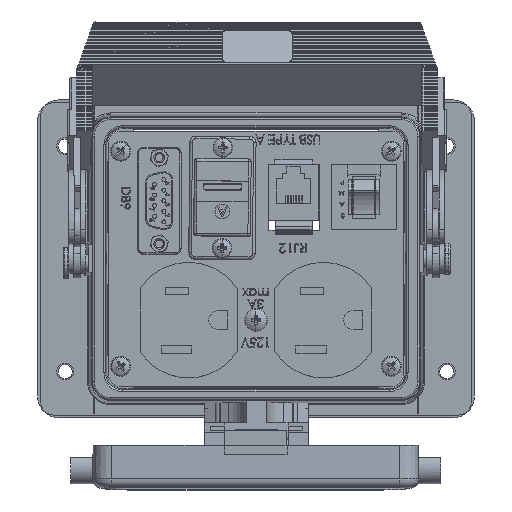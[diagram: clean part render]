
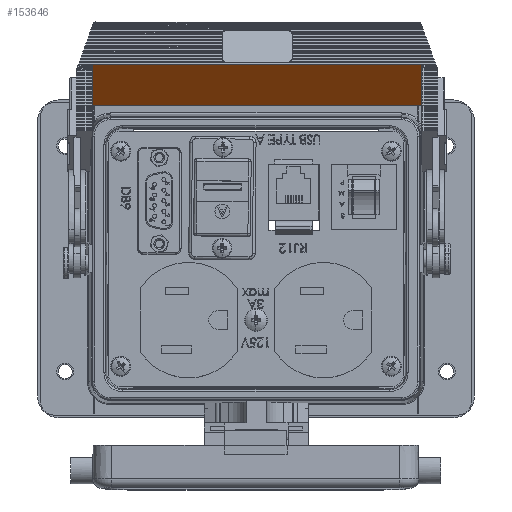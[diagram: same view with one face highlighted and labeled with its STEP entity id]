
A CAD part, top view. The second image highlights one B-rep face of the part: STEP entity #153646.
In plain terms, the highlighted planar face has unit normal (0, -0.695, 0.719).
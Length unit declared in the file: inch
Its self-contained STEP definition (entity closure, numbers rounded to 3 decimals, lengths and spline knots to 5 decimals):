
#92 = VERTEX_POINT ( 'NONE', #132854 ) ;
#1515 = FACE_OUTER_BOUND ( 'NONE', #124102, .T. ) ;
#1808 = CARTESIAN_POINT ( 'NONE',  ( 1.883, 2.19923, 0.80925 ) ) ;
#5957 = DIRECTION ( 'NONE',  ( 0., 0.695, -0.719 ) ) ;
#9966 = VERTEX_POINT ( 'NONE', #162687 ) ;
#16700 = DIRECTION ( 'NONE',  ( 1., 0., 0. ) ) ;
#17247 = DIRECTION ( 'NONE',  ( 0., -0.719, -0.695 ) ) ;
#18652 = VECTOR ( 'NONE', #146557, 39.37008 ) ;
#20091 = CARTESIAN_POINT ( 'NONE',  ( 1.883, 2.34628, 0.95126 ) ) ;
#26550 = ORIENTED_EDGE ( 'NONE', *, *, #77500, .T. ) ;
#30060 = CARTESIAN_POINT ( 'NONE',  ( 1.883, 2.34628, 0.95126 ) ) ;
#36414 = ORIENTED_EDGE ( 'NONE', *, *, #102282, .T. ) ;
#36968 = DIRECTION ( 'NONE',  ( -1., 0., 0. ) ) ;
#42627 = DIRECTION ( 'NONE',  ( 0., 0.719, 0.695 ) ) ;
#77500 = EDGE_CURVE ( 'NONE', #9966, #92, #136038, .T. ) ;
#82757 = EDGE_CURVE ( 'NONE', #89745, #148827, #130463, .T. ) ;
#89745 = VERTEX_POINT ( 'NONE', #1808 ) ;
#92490 = PLANE ( 'NONE',  #152461 ) ;
#95970 = EDGE_CURVE ( 'NONE', #92, #148827, #117572, .T. ) ;
#98784 = CARTESIAN_POINT ( 'NONE',  ( 1.883, 1.73484, 0.3608 ) ) ;
#102282 = EDGE_CURVE ( 'NONE', #89745, #9966, #109902, .T. ) ;
#105797 = VECTOR ( 'NONE', #16700, 39.37008 ) ;
#109902 = LINE ( 'NONE', #148721, #135363 ) ;
#110885 = ORIENTED_EDGE ( 'NONE', *, *, #95970, .T. ) ;
#117572 = LINE ( 'NONE', #152052, #105797 ) ;
#124102 = EDGE_LOOP ( 'NONE', ( #148915, #36414, #26550, #110885 ) ) ;
#130463 = LINE ( 'NONE', #20091, #18652 ) ;
#132854 = CARTESIAN_POINT ( 'NONE',  ( -1.857, 1.73484, 0.3608 ) ) ;
#135363 = VECTOR ( 'NONE', #36968, 39.37008 ) ;
#136038 = LINE ( 'NONE', #143746, #149708 ) ;
#143746 = CARTESIAN_POINT ( 'NONE',  ( -1.857, 2.34628, 0.95126 ) ) ;
#146557 = DIRECTION ( 'NONE',  ( 0., -0.719, -0.695 ) ) ;
#148721 = CARTESIAN_POINT ( 'NONE',  ( 1.883, 2.19923, 0.80925 ) ) ;
#148827 = VERTEX_POINT ( 'NONE', #98784 ) ;
#148915 = ORIENTED_EDGE ( 'NONE', *, *, #82757, .F. ) ;
#149708 = VECTOR ( 'NONE', #17247, 39.37008 ) ;
#152052 = CARTESIAN_POINT ( 'NONE',  ( 1.883, 1.73484, 0.3608 ) ) ;
#152461 = AXIS2_PLACEMENT_3D ( 'NONE', #30060, #5957, #42627 ) ;
#153646 = ADVANCED_FACE ( 'NONE', ( #1515 ), #92490, .F. ) ;
#162687 = CARTESIAN_POINT ( 'NONE',  ( -1.857, 2.19923, 0.80925 ) ) ;
